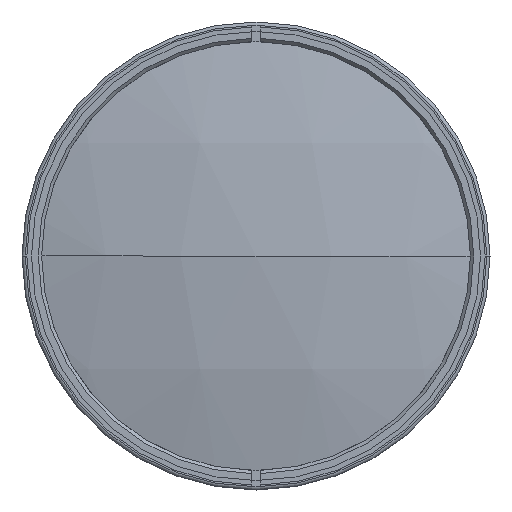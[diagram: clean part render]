
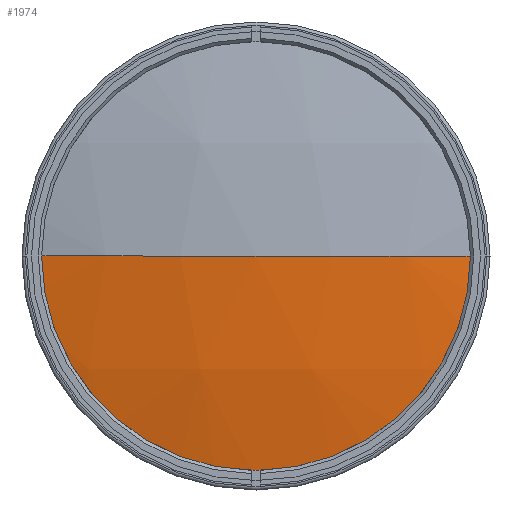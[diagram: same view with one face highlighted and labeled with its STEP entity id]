
A CAD part, left-side view. The second image highlights one B-rep face of the part: STEP entity #1974.
In plain terms, the highlighted spherical face has radius 300.64 mm.
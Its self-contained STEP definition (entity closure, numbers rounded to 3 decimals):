
#128 = ORIENTED_EDGE ( 'NONE', *, *, #393, .F. ) ;
#312 = FACE_OUTER_BOUND ( 'NONE', #1598, .T. ) ;
#355 = CARTESIAN_POINT ( 'NONE',  ( 22.64, 0., 0. ) ) ;
#393 = EDGE_CURVE ( 'NONE', #2102, #1353, #958, .T. ) ;
#511 = CARTESIAN_POINT ( 'NONE',  ( -270.092, 0., 0. ) ) ;
#530 = DIRECTION ( 'NONE',  ( -1., 0., 0. ) ) ;
#568 = CIRCLE ( 'NONE', #981, 68.5 ) ;
#578 = CARTESIAN_POINT ( 'NONE',  ( 22.64, 0., 0. ) ) ;
#644 = CARTESIAN_POINT ( 'NONE',  ( -270.092, 68.5, 0. ) ) ;
#810 = AXIS2_PLACEMENT_3D ( 'NONE', #1316, #1328, #2800 ) ;
#880 = CIRCLE ( 'NONE', #2479, 300.64 ) ;
#958 = CIRCLE ( 'NONE', #2653, 300.64 ) ;
#981 = AXIS2_PLACEMENT_3D ( 'NONE', #511, #530, #1555 ) ;
#1116 = CARTESIAN_POINT ( 'NONE',  ( -278., 0., 0. ) ) ;
#1316 = CARTESIAN_POINT ( 'NONE',  ( 22.64, 0., 0. ) ) ;
#1328 = DIRECTION ( 'NONE',  ( 0., 0., -1. ) ) ;
#1353 = VERTEX_POINT ( 'NONE', #1116 ) ;
#1369 = DIRECTION ( 'NONE',  ( 0., 0., 1. ) ) ;
#1555 = DIRECTION ( 'NONE',  ( 0., 0., 1. ) ) ;
#1598 = EDGE_LOOP ( 'NONE', ( #2949, #2279, #128 ) ) ;
#1974 = ADVANCED_FACE ( 'NONE', ( #312 ), #3057, .T. ) ;
#2062 = CARTESIAN_POINT ( 'NONE',  ( -270.092, -68.5, 0. ) ) ;
#2102 = VERTEX_POINT ( 'NONE', #644 ) ;
#2129 = DIRECTION ( 'NONE',  ( 0., 0., -1. ) ) ;
#2279 = ORIENTED_EDGE ( 'NONE', *, *, #3002, .T. ) ;
#2385 = DIRECTION ( 'NONE',  ( 0., -1., 0. ) ) ;
#2479 = AXIS2_PLACEMENT_3D ( 'NONE', #578, #2129, #2639 ) ;
#2639 = DIRECTION ( 'NONE',  ( 0., 1., 0. ) ) ;
#2653 = AXIS2_PLACEMENT_3D ( 'NONE', #355, #1369, #2385 ) ;
#2800 = DIRECTION ( 'NONE',  ( 0., 1., 0. ) ) ;
#2806 = EDGE_CURVE ( 'NONE', #2102, #2879, #568, .T. ) ;
#2879 = VERTEX_POINT ( 'NONE', #2062 ) ;
#2949 = ORIENTED_EDGE ( 'NONE', *, *, #2806, .T. ) ;
#3002 = EDGE_CURVE ( 'NONE', #2879, #1353, #880, .T. ) ;
#3057 = SPHERICAL_SURFACE ( 'NONE', #810, 300.64 ) ;
